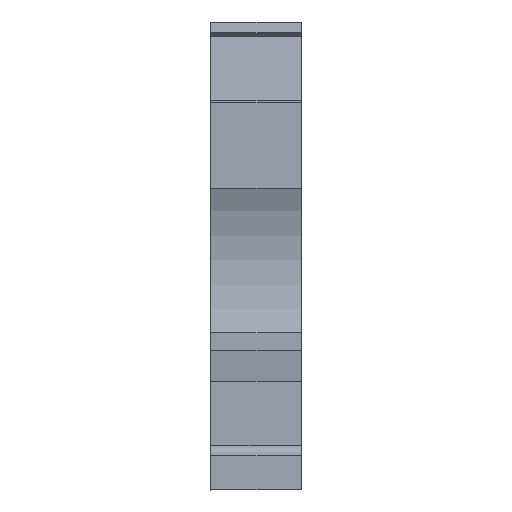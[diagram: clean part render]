
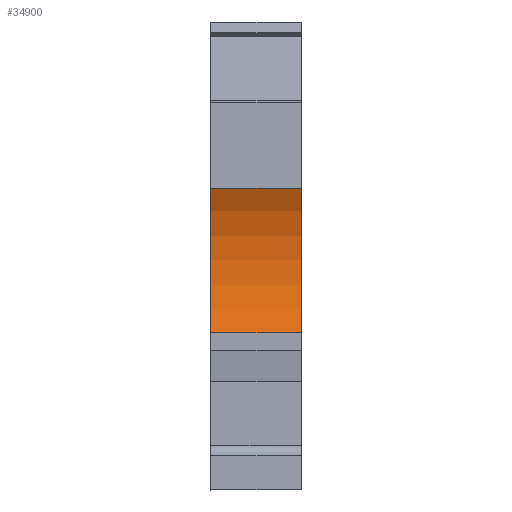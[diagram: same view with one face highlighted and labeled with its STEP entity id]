
A CAD part, front view. The second image highlights one B-rep face of the part: STEP entity #34900.
In plain terms, the highlighted cylindrical face has radius 15 mm (diameter 30 mm), a partial arc.
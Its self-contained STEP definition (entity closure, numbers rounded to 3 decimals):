
#3900=CARTESIAN_POINT('',(-44.493,-30.2,
53.67));
#3910=VERTEX_POINT('',#3900);
#3940=CARTESIAN_POINT('',(-58.011,-23.7,
53.67));
#3950=DIRECTION('',(0.,0.,1.));
#3960=DIRECTION('',(1.,0.,0.));
#3970=AXIS2_PLACEMENT_3D('',#3940,#3950,#3960);
#3980=CIRCLE('',#3970,15.);
#3990=CARTESIAN_POINT('',(-44.493,-17.2,
53.67));
#4000=VERTEX_POINT('',#3990);
#4010=EDGE_CURVE('',#3910,#4000,#3980,.T.);
#10220=CARTESIAN_POINT('',(-44.493,-17.2,
45.52));
#10230=VERTEX_POINT('',#10220);
#10260=CARTESIAN_POINT('',(-58.011,-23.7,
45.52));
#10270=DIRECTION('',(0.,0.,1.));
#10280=DIRECTION('',(1.,0.,0.));
#10290=AXIS2_PLACEMENT_3D('',#10260,#10270,#10280);
#10300=CIRCLE('',#10290,15.);
#10310=CARTESIAN_POINT('',(-44.493,-30.2,
45.52));
#10320=VERTEX_POINT('',#10310);
#10330=EDGE_CURVE('',#10320,#10230,#10300,.T.);
#34690=CARTESIAN_POINT('',(-58.011,-23.7,
53.67));
#34700=DIRECTION('',(0.,0.,1.));
#34710=DIRECTION('',(1.,0.,0.));
#34720=AXIS2_PLACEMENT_3D('',#34690,#34700,#34710);
#34730=CYLINDRICAL_SURFACE('',#34720,15.);
#34740=ORIENTED_EDGE('',*,*,#4010,.T.);
#34750=CARTESIAN_POINT('',(-44.493,-30.2,
53.67));
#34760=DIRECTION('',(0.,0.,-1.));
#34770=VECTOR('',#34760,1.);
#34780=LINE('',#34750,#34770);
#34790=EDGE_CURVE('',#3910,#10320,#34780,.T.);
#34800=ORIENTED_EDGE('',*,*,#34790,.F.);
#34810=ORIENTED_EDGE('',*,*,#10330,.F.);
#34820=CARTESIAN_POINT('',(-44.493,-17.2,
53.67));
#34830=DIRECTION('',(0.,0.,-1.));
#34840=VECTOR('',#34830,1.);
#34850=LINE('',#34820,#34840);
#34860=EDGE_CURVE('',#4000,#10230,#34850,.T.);
#34870=ORIENTED_EDGE('',*,*,#34860,.T.);
#34880=EDGE_LOOP('',(#34870,#34810,#34800,#34740));
#34890=FACE_OUTER_BOUND('',#34880,.T.);
#34900=ADVANCED_FACE('',(#34890),#34730,.F.);
